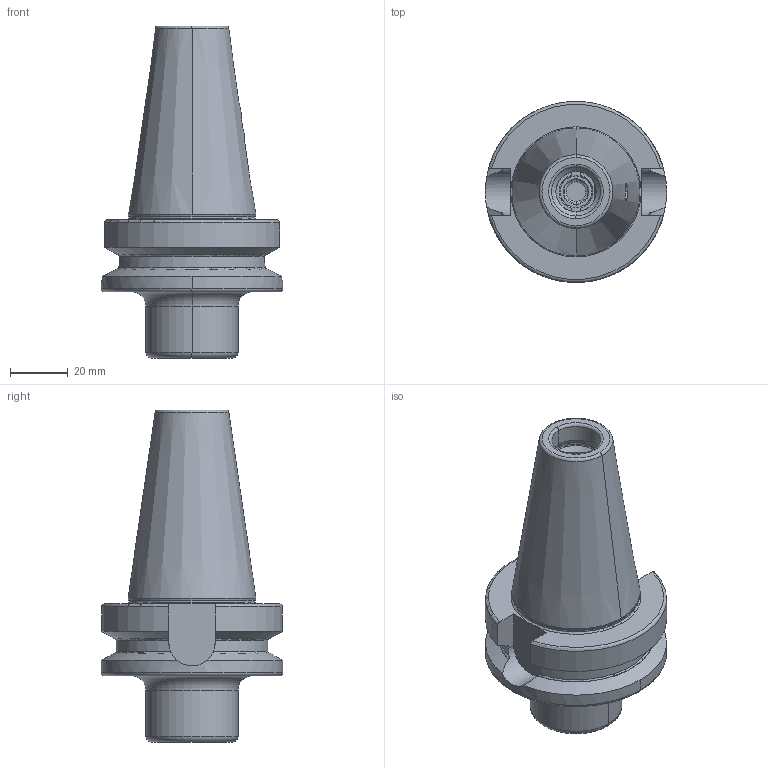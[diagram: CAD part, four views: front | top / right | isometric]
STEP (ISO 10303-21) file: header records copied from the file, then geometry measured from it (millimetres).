
FILE_DESCRIPTION((''),'2;1');
FILE_NAME('405_08_02','2020-07-28T',('101107'),(''),'CREO PARAMETRIC BY PTC INC, 2016260','CREO PARAMETRIC BY PTC INC, 2016260','');
FILE_SCHEMA(('CONFIG_CONTROL_DESIGN'));
Length unit declared in the file: millimetre
Products named in the file (1): 405_08_02
Bounding box: 63 x 63 x 115.4 mm (x, y, z)
Volume: 134246.9 mm3; surface area: 27391.5 mm2
Topology: 1 solids, 1 shells, 150 faces, 367 edges, 228 vertices
Faces by surface type: plane 49, cone 38, cylinder 35, torus 28
Entity records: 4737 total; most frequent: CARTESIAN_POINT 1132, DIRECTION 779, ORIENTED_EDGE 734, EDGE_CURVE 367, AXIS2_PLACEMENT_3D 321, VERTEX_POINT 228, CIRCLE 168, EDGE_LOOP 163
